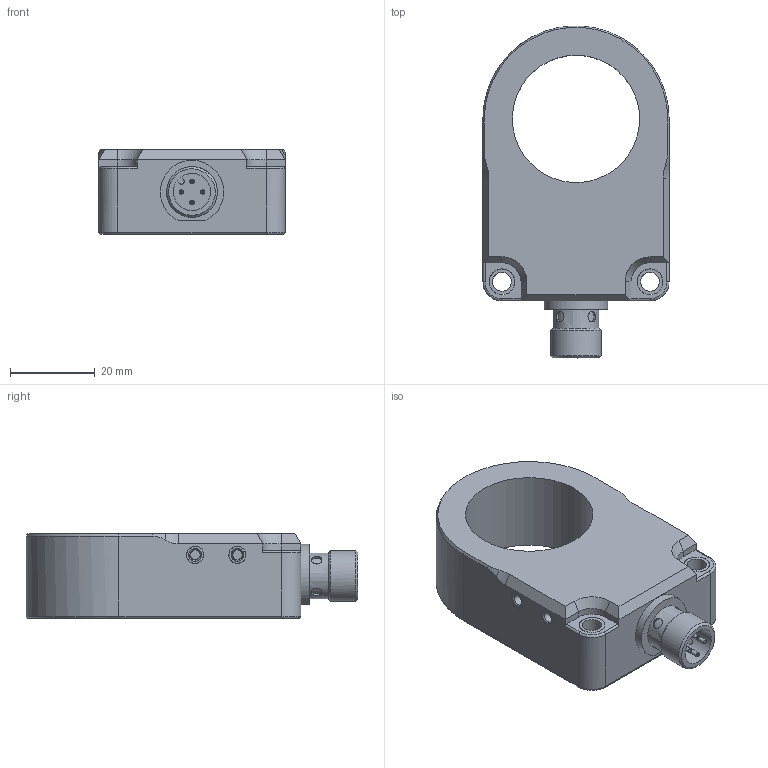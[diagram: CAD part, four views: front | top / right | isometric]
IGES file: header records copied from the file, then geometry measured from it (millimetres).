
Global section: file name: IRSD 30; native system: Autodesk Inventor 2021; preprocessor: unknown; author: S. Sandt; organization: di-soric GmbH & Co. KG; date: 20211201.134107; units: millimetre
Bounding box: 44 x 78.47 x 20 mm (x, y, z)
Volume: 37516.6 mm3; surface area: 12714.5 mm2
Topology: 3 solids, 3 shells, 233 faces, 677 edges, 452 vertices
Faces by surface type: bspline 233
